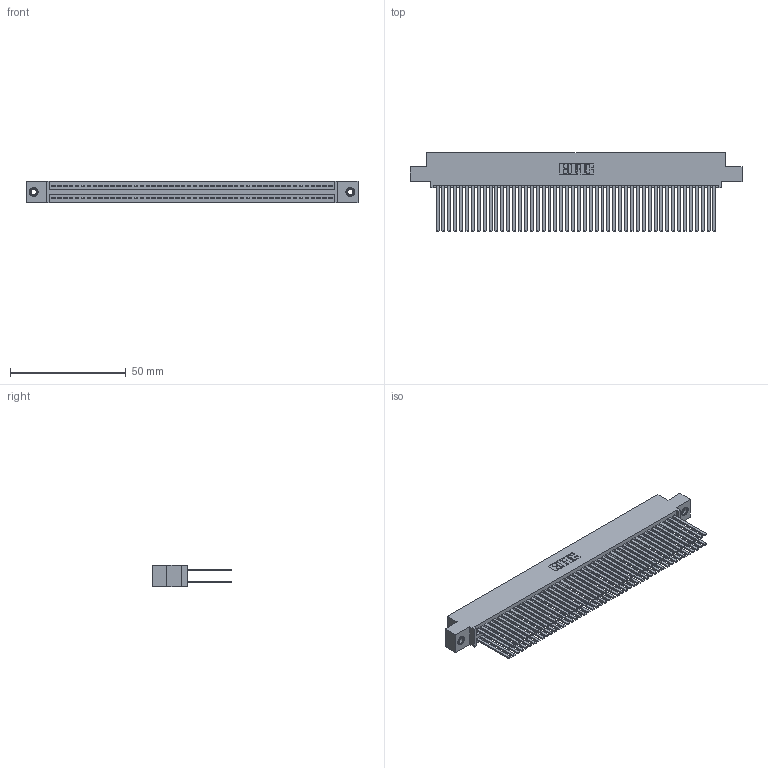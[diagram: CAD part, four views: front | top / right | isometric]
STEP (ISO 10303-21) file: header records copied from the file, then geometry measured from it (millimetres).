
FILE_DESCRIPTION (( 'STEP AP203' ), '1' );
FILE_NAME ('345-096-544-508.STEP', '2019-11-02T08:29:03', ( '' ), ( '' ), 'SwSTEP 2.0', 'SolidWorks 2016', '' );
FILE_SCHEMA (( 'CONFIG_CONTROL_DESIGN' ));
Length unit declared in the file: inch
Products named in the file (4): 345-292-001_345-293-144; 345-096-544-508; 345 Part_0.110 Offset - 0.156 Dia-TI; 345-250-001_345-250-003-102
Assembly tree (99 placements, depth 2):
  345-096-544-508
    345 Part_0.110 Offset - 0.156 Dia-TI
    345-292-001_345-293-144  x96
    345-250-001_345-250-003-102  x2
Bounding box: 143.13 x 33.96 x 9.4 mm (x, y, z)
Volume: 15225.3 mm3; surface area: 26672.2 mm2
Topology: 99 solids, 99 shells, 4414 faces, 13065 edges, 8574 vertices
Faces by surface type: plane 2900, cylinder 1498, cone 12, torus 4
Entity records: 37988 total; most frequent: CARTESIAN_POINT 6343, ORIENTED_EDGE 6270, DIRECTION 5609, EDGE_CURVE 3135, VECTOR 2795, LINE 2795, VERTEX_POINT 2084, AXIS2_PLACEMENT_3D 1407
